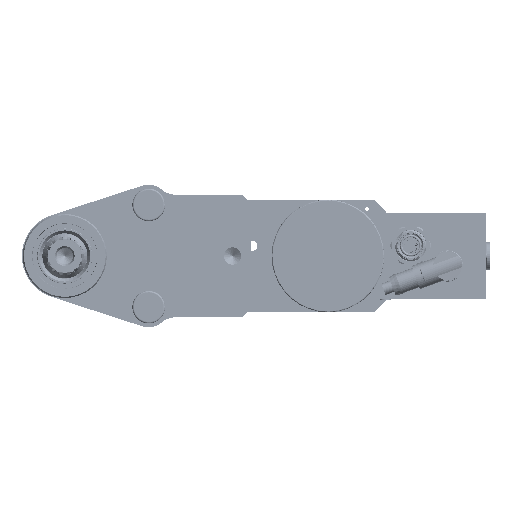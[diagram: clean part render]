
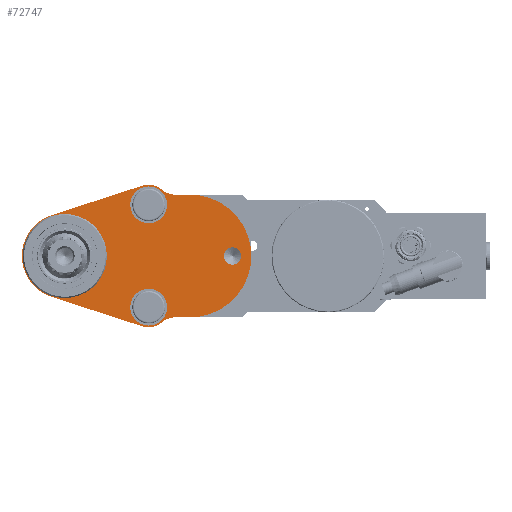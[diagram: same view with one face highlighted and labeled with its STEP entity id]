
A CAD part, left-side view. The second image highlights one B-rep face of the part: STEP entity #72747.
In plain terms, the highlighted planar face has unit normal (-1, 0, 0).
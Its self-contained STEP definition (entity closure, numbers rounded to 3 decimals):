
#3239=FACE_BOUND('',#11150,.T.);
#3240=FACE_BOUND('',#11151,.T.);
#3241=FACE_BOUND('',#11152,.T.);
#3242=FACE_BOUND('',#11153,.T.);
#4233=CIRCLE('',#77483,1.);
#4234=CIRCLE('',#77485,1.);
#4235=CIRCLE('',#77488,2.1);
#4236=CIRCLE('',#77489,1.);
#4237=CIRCLE('',#77490,1.);
#4238=CIRCLE('',#77491,3.);
#4239=CIRCLE('',#77492,2.055);
#4240=CIRCLE('',#77493,2.055);
#4241=CIRCLE('',#77494,0.425);
#4242=CIRCLE('',#77495,0.425);
#4243=CIRCLE('',#77496,0.5);
#4244=CIRCLE('',#77497,0.5);
#7081=FACE_OUTER_BOUND('',#11149,.T.);
#11149=EDGE_LOOP('',(#48673,#48674,#48675,#48676,#48677,#48678,#48679,#48680,
#48681,#48682));
#11150=EDGE_LOOP('',(#48683,#48684));
#11151=EDGE_LOOP('',(#48685,#48686));
#11152=EDGE_LOOP('',(#48687));
#11153=EDGE_LOOP('',(#48688));
#15724=LINE('',#108478,#21982);
#15726=LINE('',#108482,#21984);
#15727=LINE('',#108486,#21985);
#15728=LINE('',#108492,#21986);
#21982=VECTOR('',#86303,0.723);
#21984=VECTOR('',#86307,4.658);
#21985=VECTOR('',#86310,4.658);
#21986=VECTOR('',#86315,0.723);
#28567=VERTEX_POINT('',#108467);
#28568=VERTEX_POINT('',#108469);
#28569=VERTEX_POINT('',#108473);
#28570=VERTEX_POINT('',#108477);
#28571=VERTEX_POINT('',#108481);
#28572=VERTEX_POINT('',#108483);
#28573=VERTEX_POINT('',#108485);
#28574=VERTEX_POINT('',#108487);
#28575=VERTEX_POINT('',#108489);
#28576=VERTEX_POINT('',#108491);
#28577=VERTEX_POINT('',#108494);
#28578=VERTEX_POINT('',#108495);
#28579=VERTEX_POINT('',#108498);
#28580=VERTEX_POINT('',#108499);
#28581=VERTEX_POINT('',#108502);
#28582=VERTEX_POINT('',#108504);
#36321=EDGE_CURVE('',#28568,#28567,#4233,.T.);
#36322=EDGE_CURVE('',#28567,#28569,#4234,.T.);
#36324=EDGE_CURVE('',#28570,#28569,#15724,.T.);
#36326=EDGE_CURVE('',#28568,#28571,#15726,.T.);
#36327=EDGE_CURVE('',#28572,#28571,#4235,.T.);
#36328=EDGE_CURVE('',#28573,#28572,#15727,.T.);
#36329=EDGE_CURVE('',#28574,#28573,#4236,.T.);
#36330=EDGE_CURVE('',#28574,#28575,#4237,.T.);
#36331=EDGE_CURVE('',#28576,#28575,#15728,.T.);
#36332=EDGE_CURVE('',#28576,#28570,#4238,.T.);
#36333=EDGE_CURVE('',#28577,#28578,#4239,.T.);
#36334=EDGE_CURVE('',#28578,#28577,#4240,.T.);
#36335=EDGE_CURVE('',#28579,#28580,#4241,.T.);
#36336=EDGE_CURVE('',#28580,#28579,#4242,.T.);
#36337=EDGE_CURVE('',#28581,#28581,#4243,.T.);
#36338=EDGE_CURVE('',#28582,#28582,#4244,.T.);
#48673=ORIENTED_EDGE('',*,*,#36321,.F.);
#48674=ORIENTED_EDGE('',*,*,#36326,.T.);
#48675=ORIENTED_EDGE('',*,*,#36327,.F.);
#48676=ORIENTED_EDGE('',*,*,#36328,.F.);
#48677=ORIENTED_EDGE('',*,*,#36329,.F.);
#48678=ORIENTED_EDGE('',*,*,#36330,.T.);
#48679=ORIENTED_EDGE('',*,*,#36331,.F.);
#48680=ORIENTED_EDGE('',*,*,#36332,.T.);
#48681=ORIENTED_EDGE('',*,*,#36324,.T.);
#48682=ORIENTED_EDGE('',*,*,#36322,.F.);
#48683=ORIENTED_EDGE('',*,*,#36333,.T.);
#48684=ORIENTED_EDGE('',*,*,#36334,.T.);
#48685=ORIENTED_EDGE('',*,*,#36335,.F.);
#48686=ORIENTED_EDGE('',*,*,#36336,.F.);
#48687=ORIENTED_EDGE('',*,*,#36337,.F.);
#48688=ORIENTED_EDGE('',*,*,#36338,.F.);
#68149=PLANE('',#77487);
#72747=ADVANCED_FACE('',(#7081,#3239,#3240,#3241,#3242),#68149,.T.);
#77483=AXIS2_PLACEMENT_3D('',#108471,#86294,#86295);
#77485=AXIS2_PLACEMENT_3D('',#108474,#86298,#86299);
#77487=AXIS2_PLACEMENT_3D('',#108480,#86305,#86306);
#77488=AXIS2_PLACEMENT_3D('',#108484,#86308,#86309);
#77489=AXIS2_PLACEMENT_3D('',#108488,#86311,#86312);
#77490=AXIS2_PLACEMENT_3D('',#108490,#86313,#86314);
#77491=AXIS2_PLACEMENT_3D('',#108493,#86316,#86317);
#77492=AXIS2_PLACEMENT_3D('',#108496,#86318,#86319);
#77493=AXIS2_PLACEMENT_3D('',#108497,#86320,#86321);
#77494=AXIS2_PLACEMENT_3D('',#108500,#86322,#86323);
#77495=AXIS2_PLACEMENT_3D('',#108501,#86324,#86325);
#77496=AXIS2_PLACEMENT_3D('',#108503,#86326,#86327);
#77497=AXIS2_PLACEMENT_3D('',#108505,#86328,#86329);
#86294=DIRECTION('center_axis',(1.,0.,0.));
#86295=DIRECTION('ref_axis',(0.,0.309,0.951));
#86298=DIRECTION('center_axis',(-1.,0.,0.));
#86299=DIRECTION('ref_axis',(0.,0.653,-0.757));
#86303=DIRECTION('',(0.,1.,0.));
#86305=DIRECTION('center_axis',(-1.,0.,0.));
#86306=DIRECTION('ref_axis',(0.,0.,
1.));
#86307=DIRECTION('',(0.,0.951,-0.309));
#86308=DIRECTION('center_axis',(1.,0.,0.));
#86309=DIRECTION('ref_axis',(0.,0.309,-0.951));
#86310=DIRECTION('',(0.,0.951,0.309));
#86311=DIRECTION('center_axis',(1.,0.,0.));
#86312=DIRECTION('ref_axis',(0.,-0.653,-0.757));
#86313=DIRECTION('center_axis',(1.,0.,0.));
#86314=DIRECTION('ref_axis',(0.,0.653,0.757));
#86315=DIRECTION('',(0.,1.,0.));
#86316=DIRECTION('center_axis',(-1.,0.,0.));
#86317=DIRECTION('ref_axis',(0.,0.,
-1.));
#86318=DIRECTION('center_axis',(1.,0.,0.));
#86319=DIRECTION('ref_axis',(0.,0.,
1.));
#86320=DIRECTION('center_axis',(1.,0.,0.));
#86321=DIRECTION('ref_axis',(0.,0.,
1.));
#86322=DIRECTION('center_axis',(-1.,0.,0.));
#86323=DIRECTION('ref_axis',(0.,0.,
-1.));
#86324=DIRECTION('center_axis',(-1.,0.,0.));
#86325=DIRECTION('ref_axis',(0.,0.,
-1.));
#86326=DIRECTION('center_axis',(-1.,0.,0.));
#86327=DIRECTION('ref_axis',(0.,0.,
1.));
#86328=DIRECTION('center_axis',(-1.,0.,0.));
#86329=DIRECTION('ref_axis',(0.,0.,
1.));
#108467=CARTESIAN_POINT('',(-9.62,1.376,3.243));
#108469=CARTESIAN_POINT('',(-9.62,2.338,3.437));
#108471=CARTESIAN_POINT('Origin',(-9.62,2.029,2.486));
#108473=CARTESIAN_POINT('',(-9.62,0.723,3.));
#108474=CARTESIAN_POINT('Origin',(-9.62,0.723,4.));
#108477=CARTESIAN_POINT('',(-9.62,0.,3.));
#108478=CARTESIAN_POINT('',(-9.62,0.,3.));
#108480=CARTESIAN_POINT('Origin',(-9.62,0.,
0.));
#108481=CARTESIAN_POINT('',(-9.62,6.768,1.997));
#108482=CARTESIAN_POINT('',(-9.62,2.338,3.437));
#108483=CARTESIAN_POINT('',(-9.62,6.768,-1.997));
#108484=CARTESIAN_POINT('Origin',(-9.62,6.119,0.));
#108485=CARTESIAN_POINT('',(-9.62,2.338,-3.437));
#108486=CARTESIAN_POINT('',(-9.62,2.338,-3.437));
#108487=CARTESIAN_POINT('',(-9.62,1.376,-3.243));
#108488=CARTESIAN_POINT('Origin',(-9.62,2.029,-2.486));
#108489=CARTESIAN_POINT('',(-9.62,0.723,-3.));
#108490=CARTESIAN_POINT('Origin',(-9.62,0.723,-4.));
#108491=CARTESIAN_POINT('',(-9.62,0.,-3.));
#108492=CARTESIAN_POINT('',(-9.62,0.,-3.));
#108493=CARTESIAN_POINT('Origin',(-9.62,0.,
0.));
#108494=CARTESIAN_POINT('',(-9.62,6.119,2.055));
#108495=CARTESIAN_POINT('',(-9.62,6.119,-2.055));
#108496=CARTESIAN_POINT('Origin',(-9.62,6.119,0.));
#108497=CARTESIAN_POINT('Origin',(-9.62,6.119,0.));
#108498=CARTESIAN_POINT('',(-9.62,-2.081,-0.425));
#108499=CARTESIAN_POINT('',(-9.62,-2.081,0.425));
#108500=CARTESIAN_POINT('Origin',(-9.62,-2.081,0.));
#108501=CARTESIAN_POINT('Origin',(-9.62,-2.081,0.));
#108502=CARTESIAN_POINT('',(-9.62,2.019,3.));
#108503=CARTESIAN_POINT('Origin',(-9.62,2.019,2.5));
#108504=CARTESIAN_POINT('',(-9.62,2.019,-2.));
#108505=CARTESIAN_POINT('Origin',(-9.62,2.019,-2.5));
